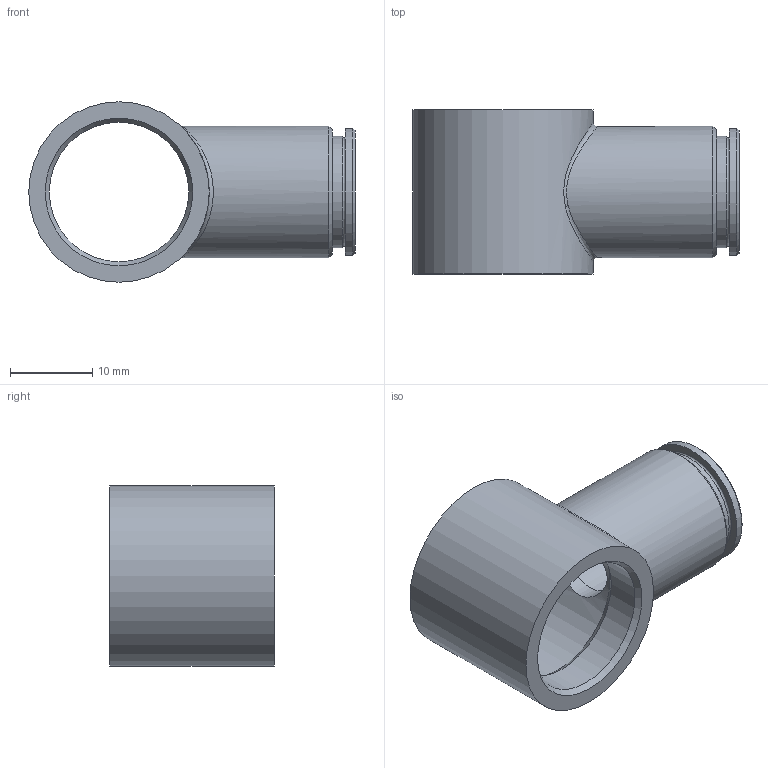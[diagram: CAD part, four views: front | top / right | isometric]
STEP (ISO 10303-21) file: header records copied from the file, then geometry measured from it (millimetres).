
FILE_DESCRIPTION( ( 'STEP AP214' ), '1' );
FILE_NAME( 'psolqas_13524_56.stp', '2020-12-01T17:18:32', ( 'License CC BY-ND 4.0' ), ( 'CADENAS' ), ' ', 'PARTsolutions', ' ' );
FILE_SCHEMA( ( 'AUTOMOTIVE_DESIGN { 1 0 10303 214 1 1 1 1 }' ) );
Length unit declared in the file: metre
Products named in the file (1): Rivoluzione1
Bounding box: 39.8 x 20 x 22 mm (x, y, z)
Volume: 4825.3 mm3; surface area: 4291.7 mm2
Topology: 1 solids, 1 shells, 25 faces, 56 edges, 35 vertices
Faces by surface type: cylinder 9, cone 8, plane 5, bspline 2, torus 1
Full cylindrical faces by diameter (mm): 8 x1, 10.15 x1, 13.65 x1, 15.5 x1, 16 x1, 17 x2, 18 x1, 22 x1
Entity records: 1258 total; most frequent: CARTESIAN_POINT 588, DIRECTION 96, ORIENTED_EDGE 64, EDGE_LOOP 50, AXIS2_PLACEMENT_3D 48, FACE_OUTER_BOUND 35, EDGE_CURVE 32, VERTEX_POINT 30
